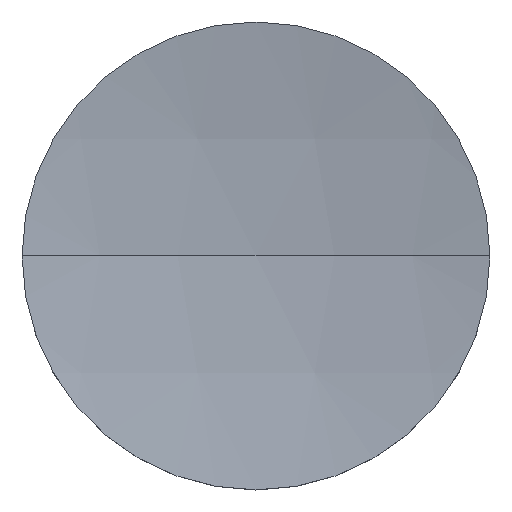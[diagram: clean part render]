
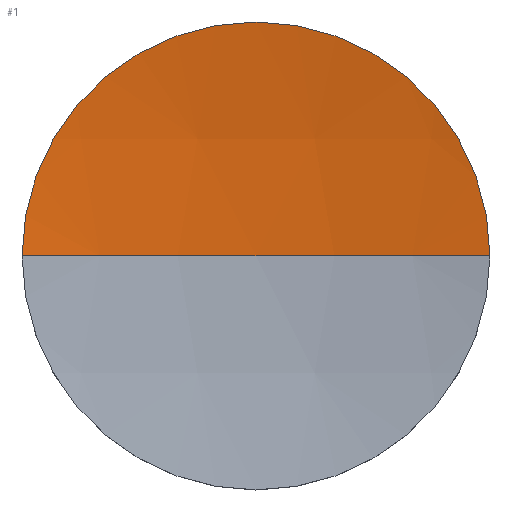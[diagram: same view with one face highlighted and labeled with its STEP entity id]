
A CAD part, top view. The second image highlights one B-rep face of the part: STEP entity #1.
In plain terms, the highlighted spherical face has radius 300 mm.
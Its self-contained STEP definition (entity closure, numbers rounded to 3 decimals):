
#1 = ADVANCED_FACE ( 'NONE', ( #29 ), #11, .F. ) ;
#11 = SPHERICAL_SURFACE ( 'NONE', #83, 300. ) ;
#20 = DIRECTION ( 'NONE',  ( 0., 0., 1. ) ) ;
#27 = ORIENTED_EDGE ( 'NONE', *, *, #89, .T. ) ;
#29 = FACE_OUTER_BOUND ( 'NONE', #37, .T. ) ;
#33 = CARTESIAN_POINT ( 'NONE',  ( 0., 0., 310.668 ) ) ;
#37 = EDGE_LOOP ( 'NONE', ( #140, #27, #53 ) ) ;
#39 = VERTEX_POINT ( 'NONE', #47 ) ;
#40 = CIRCLE ( 'NONE', #60, 50.8 ) ;
#47 = CARTESIAN_POINT ( 'NONE',  ( 50.8, 0., 15. ) ) ;
#49 = CARTESIAN_POINT ( 'NONE',  ( -50.8, 0., 15. ) ) ;
#53 = ORIENTED_EDGE ( 'NONE', *, *, #118, .F. ) ;
#58 = DIRECTION ( 'NONE',  ( 0., 1., 0. ) ) ;
#60 = AXIS2_PLACEMENT_3D ( 'NONE', #191, #99, #120 ) ;
#71 = DIRECTION ( 'NONE',  ( 0., -1., 0. ) ) ;
#72 = VERTEX_POINT ( 'NONE', #76 ) ;
#76 = CARTESIAN_POINT ( 'NONE',  ( 0., 0., 10.668 ) ) ;
#83 = AXIS2_PLACEMENT_3D ( 'NONE', #197, #71, #157 ) ;
#89 = EDGE_CURVE ( 'NONE', #153, #72, #189, .T. ) ;
#92 = DIRECTION ( 'NONE',  ( 0., -1., 0. ) ) ;
#93 = CARTESIAN_POINT ( 'NONE',  ( 0., 0., 310.668 ) ) ;
#99 = DIRECTION ( 'NONE',  ( 0., 0., -1. ) ) ;
#110 = AXIS2_PLACEMENT_3D ( 'NONE', #93, #58, #20 ) ;
#118 = EDGE_CURVE ( 'NONE', #39, #72, #127, .T. ) ;
#120 = DIRECTION ( 'NONE',  ( 1., 0., 0. ) ) ;
#127 = CIRCLE ( 'NONE', #110, 300. ) ;
#140 = ORIENTED_EDGE ( 'NONE', *, *, #187, .F. ) ;
#153 = VERTEX_POINT ( 'NONE', #49 ) ;
#157 = DIRECTION ( 'NONE',  ( 1., 0., 0. ) ) ;
#163 = DIRECTION ( 'NONE',  ( 1., 0., 0. ) ) ;
#187 = EDGE_CURVE ( 'NONE', #153, #39, #40, .T. ) ;
#189 = CIRCLE ( 'NONE', #198, 300. ) ;
#191 = CARTESIAN_POINT ( 'NONE',  ( 0., 0., 15. ) ) ;
#197 = CARTESIAN_POINT ( 'NONE',  ( 0., 0., 310.668 ) ) ;
#198 = AXIS2_PLACEMENT_3D ( 'NONE', #33, #92, #163 ) ;
